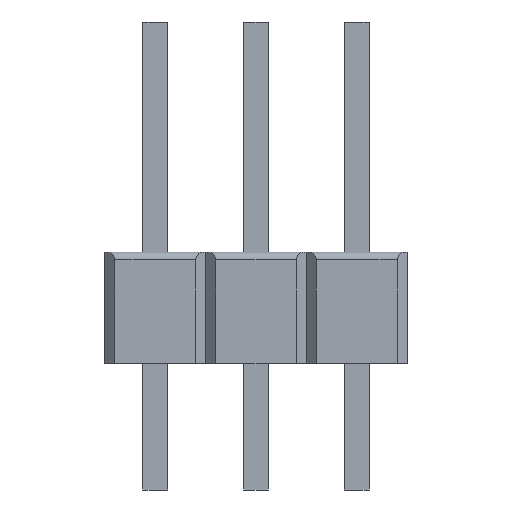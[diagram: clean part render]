
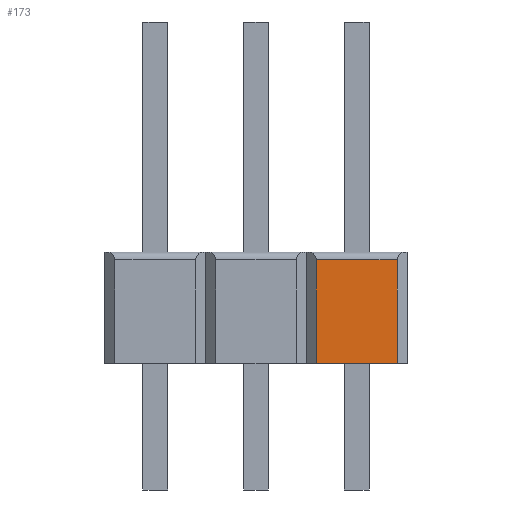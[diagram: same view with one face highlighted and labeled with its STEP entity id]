
A CAD part, front view. The second image highlights one B-rep face of the part: STEP entity #173.
In plain terms, the highlighted planar face has unit normal (0, -1, 0).
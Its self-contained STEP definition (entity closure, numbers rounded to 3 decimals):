
#173=ADVANCED_FACE('',(#392),#393,.T.);
#392=FACE_OUTER_BOUND('',#620,.T.);
#393=PLANE('',#621);
#620=EDGE_LOOP('',(#1451,#1452,#1453,#1454));
#621=AXIS2_PLACEMENT_3D('',#1455,#1456,#1457);
#1451=ORIENTED_EDGE('',*,*,#1784,.T.);
#1452=ORIENTED_EDGE('',*,*,#1804,.F.);
#1453=ORIENTED_EDGE('',*,*,#1794,.F.);
#1454=ORIENTED_EDGE('',*,*,#1803,.T.);
#1455=CARTESIAN_POINT('',(-3.81,-2.5,-0.2));
#1456=DIRECTION('',(0.0,-1.0,0.0));
#1457=DIRECTION('',(0.0,0.0,-1.0));
#1784=EDGE_CURVE('',#2241,#2239,#2242,.T.);
#1794=EDGE_CURVE('',#2259,#2260,#2261,.T.);
#1803=EDGE_CURVE('',#2259,#2241,#2273,.T.);
#1804=EDGE_CURVE('',#2260,#2239,#2274,.T.);
#2239=VERTEX_POINT('',#3000);
#2241=VERTEX_POINT('',#3003);
#2242=LINE('',#3004,#3005);
#2259=VERTEX_POINT('',#3037);
#2260=VERTEX_POINT('',#3038);
#2261=LINE('',#3039,#3040);
#2273=LINE('',#3090,#3091);
#2274=LINE('',#3092,#3093);
#3000=CARTESIAN_POINT('',(3.56,-2.5,-2.8));
#3003=CARTESIAN_POINT('',(1.52,-2.5,-2.8));
#3004=CARTESIAN_POINT('',(1.52,-2.5,-2.8));
#3005=VECTOR('',#3354,2.04);
#3037=CARTESIAN_POINT('',(1.52,-2.5,-0.2));
#3038=CARTESIAN_POINT('',(3.56,-2.5,-0.2));
#3039=CARTESIAN_POINT('',(1.52,-2.5,-0.2));
#3040=VECTOR('',#3363,2.04);
#3090=CARTESIAN_POINT('',(1.52,-2.5,-0.2));
#3091=VECTOR('',#3367,2.6);
#3092=CARTESIAN_POINT('',(3.56,-2.5,-0.2));
#3093=VECTOR('',#3368,2.6);
#3354=DIRECTION('',(1.0,0.0,0.0));
#3363=DIRECTION('',(1.0,0.0,0.0));
#3367=DIRECTION('',(0.0,0.0,-1.0));
#3368=DIRECTION('',(0.0,0.0,-1.0));
